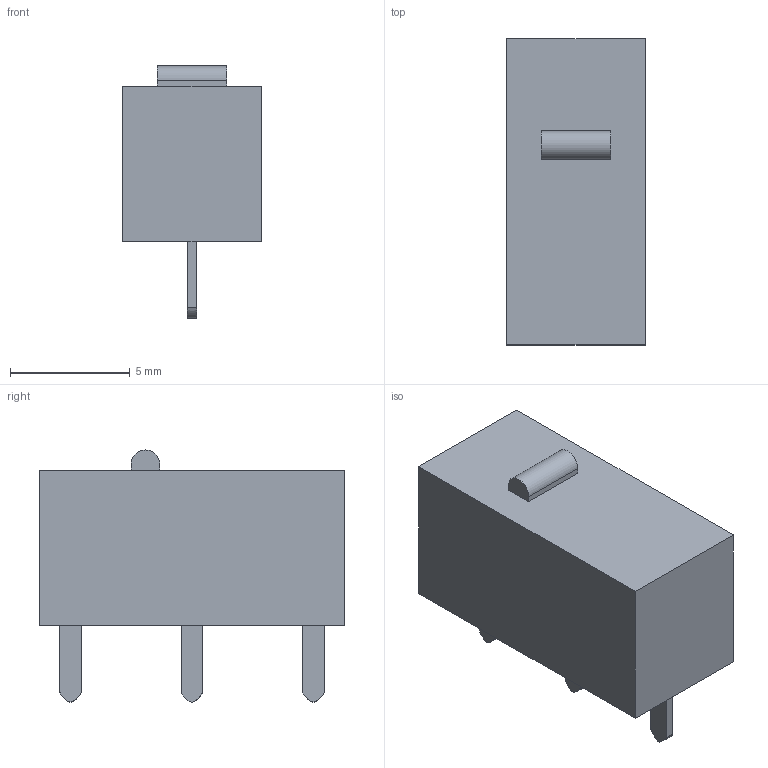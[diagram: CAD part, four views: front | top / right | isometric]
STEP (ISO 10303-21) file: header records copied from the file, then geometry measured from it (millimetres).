
FILE_DESCRIPTION(/* description */ (''),/* implementation_level */ '2;1');
FILE_NAME(/* name */ 'mouse micro switch.step',/* time_stamp */ '2024-02-04T17:19:47+08:00',/* author */ (''),/* organization */ (''),/* preprocessor_version */ 'ST-DEVELOPER v20',/* originating_system */ 'Autodesk Translation Framework v12.14.0.127',/* authorisation */ '');
FILE_SCHEMA (('AUTOMOTIVE_DESIGN { 1 0 10303 214 3 1 1 }'));
Length unit declared in the file: millimetre
Products named in the file (1): (未保存)
Bounding box: 5.8 x 12.8 x 10.55 mm (x, y, z)
Volume: 488.3 mm3; surface area: 428.5 mm2
Topology: 5 solids, 5 shells, 42 faces, 87 edges, 58 vertices
Faces by surface type: plane 32, bspline 6, cylinder 4
Full cylindrical faces by diameter (mm): 1.2 x3
Entity records: 1485 total; most frequent: CARTESIAN_POINT 590, ORIENTED_EDGE 174, DIRECTION 145, EDGE_CURVE 87, VERTEX_POINT 58, LINE 55, VECTOR 55, EDGE_LOOP 45
